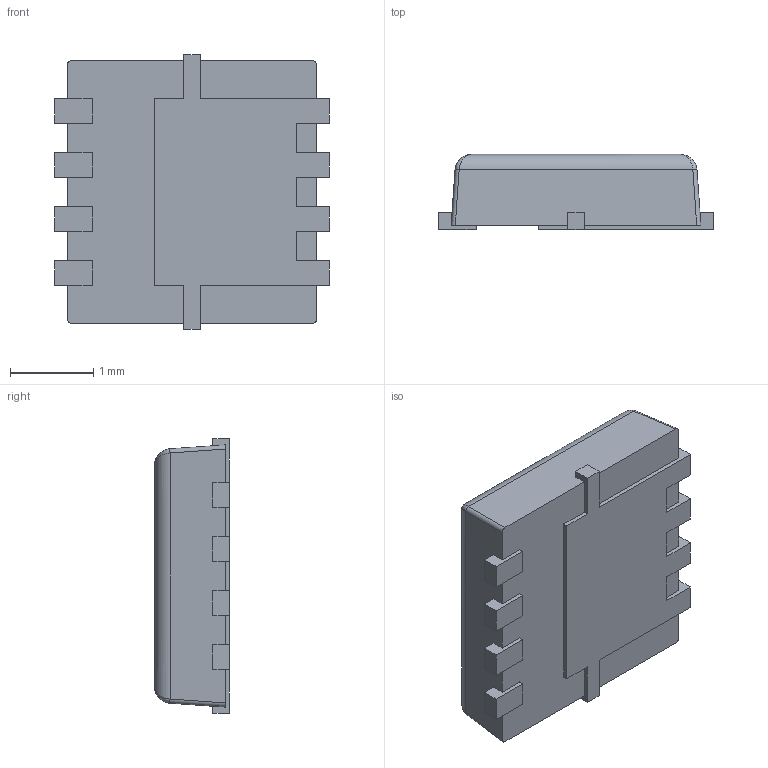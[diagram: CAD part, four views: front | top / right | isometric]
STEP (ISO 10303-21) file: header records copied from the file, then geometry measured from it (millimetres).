
FILE_DESCRIPTION (( 'STEP AP214' ), '1' );
FILE_NAME ('STL6P3LLH6.STEP', '2021-11-13T06:28:55', ( '' ), ( '' ), 'SwSTEP 2.0', 'SolidWorks 2017', '' );
FILE_SCHEMA (( 'AUTOMOTIVE_DESIGN' ));
Length unit declared in the file: millimetre
Products named in the file (1): STL6P3LLH6
Bounding box: 3.3 x 0.9 x 3.3 mm (x, y, z)
Volume: 8 mm3; surface area: 43 mm2
Topology: 6 solids, 6 shells, 108 faces, 280 edges, 180 vertices
Faces by surface type: plane 96, cylinder 8, bspline 4
Entity records: 3319 total; most frequent: CARTESIAN_POINT 669, ORIENTED_EDGE 552, DIRECTION 478, EDGE_CURVE 276, LINE 260, VECTOR 260, VERTEX_POINT 180, AXIS2_PLACEMENT_3D 109
